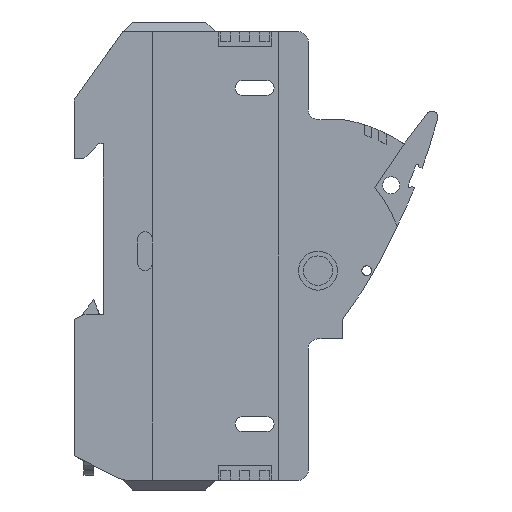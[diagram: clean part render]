
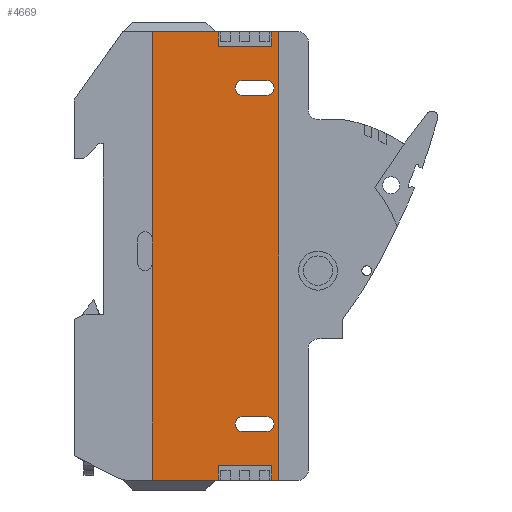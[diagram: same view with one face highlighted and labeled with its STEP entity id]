
A CAD part, left-side view. The second image highlights one B-rep face of the part: STEP entity #4669.
In plain terms, the highlighted planar face has unit normal (-1, 0, 0).
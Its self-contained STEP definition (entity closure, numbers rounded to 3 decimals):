
#635=CARTESIAN_POINT('',(0.5,39.5,2.));
#636=VERTEX_POINT('',#635);
#643=CARTESIAN_POINT('',(0.5,53.,2.));
#644=VERTEX_POINT('',#643);
#645=CARTESIAN_POINT('',(0.5,39.5,2.));
#646=DIRECTION('',(0.0,1.0,0.0));
#647=VECTOR('',#646,13.5);
#648=LINE('',#645,#647);
#649=EDGE_CURVE('',#636,#644,#648,.T.);
#715=CARTESIAN_POINT('',(0.5,27.0,2.));
#716=VERTEX_POINT('',#715);
#723=CARTESIAN_POINT('',(0.5,28.5,2.));
#724=VERTEX_POINT('',#723);
#725=CARTESIAN_POINT('',(0.5,27.0,2.));
#726=DIRECTION('',(0.0,1.0,0.0));
#727=VECTOR('',#726,1.5);
#728=LINE('',#725,#727);
#729=EDGE_CURVE('',#716,#724,#728,.T.);
#770=CARTESIAN_POINT('',(0.5,39.5,5.));
#771=VERTEX_POINT('',#770);
#778=CARTESIAN_POINT('',(0.5,39.5,2.));
#779=DIRECTION('',(0.0,0.0,1.0));
#780=VECTOR('',#779,3.);
#781=LINE('',#778,#780);
#782=EDGE_CURVE('',#636,#771,#781,.T.);
#3091=CARTESIAN_POINT('',(0.5,34.5,15.));
#3092=VERTEX_POINT('',#3091);
#3093=CARTESIAN_POINT('',(0.5,29.5,15.));
#3094=VERTEX_POINT('',#3093);
#3095=CARTESIAN_POINT('',(0.5,34.5,15.));
#3096=DIRECTION('',(0.0,-1.0,0.0));
#3097=VECTOR('',#3096,5.);
#3098=LINE('',#3095,#3097);
#3099=EDGE_CURVE('',#3092,#3094,#3098,.T.);
#3131=CARTESIAN_POINT('',(0.5,29.5,12.));
#3132=VERTEX_POINT('',#3131);
#3133=CARTESIAN_POINT('',(0.5,34.5,12.));
#3134=VERTEX_POINT('',#3133);
#3135=CARTESIAN_POINT('',(0.5,29.5,12.));
#3136=DIRECTION('',(0.0,1.0,0.0));
#3137=VECTOR('',#3136,5.);
#3138=LINE('',#3135,#3137);
#3139=EDGE_CURVE('',#3132,#3134,#3138,.T.);
#3180=CARTESIAN_POINT('',(0.5,29.5,13.5));
#3181=DIRECTION('',(1.0,0.0,0.0));
#3182=DIRECTION('',(0.0,0.0,1.0));
#3183=AXIS2_PLACEMENT_3D('',#3180,#3181,#3182);
#3184=CIRCLE('',#3183,1.5);
#3185=EDGE_CURVE('',#3094,#3132,#3184,.T.);
#3204=CARTESIAN_POINT('',(0.5,34.5,13.5));
#3205=DIRECTION('',(1.0,0.0,0.0));
#3206=DIRECTION('',(0.0,0.0,1.0));
#3207=AXIS2_PLACEMENT_3D('',#3204,#3205,#3206);
#3208=CIRCLE('',#3207,1.5);
#3209=EDGE_CURVE('',#3134,#3092,#3208,.T.);
#3219=CARTESIAN_POINT('',(0.5,34.5,84.));
#3220=VERTEX_POINT('',#3219);
#3221=CARTESIAN_POINT('',(0.5,29.5,84.));
#3222=VERTEX_POINT('',#3221);
#3223=CARTESIAN_POINT('',(0.5,34.5,84.));
#3224=DIRECTION('',(0.0,-1.0,0.0));
#3225=VECTOR('',#3224,5.);
#3226=LINE('',#3223,#3225);
#3227=EDGE_CURVE('',#3220,#3222,#3226,.T.);
#3259=CARTESIAN_POINT('',(0.5,29.5,81.));
#3260=VERTEX_POINT('',#3259);
#3261=CARTESIAN_POINT('',(0.5,34.5,81.));
#3262=VERTEX_POINT('',#3261);
#3263=CARTESIAN_POINT('',(0.5,29.5,81.));
#3264=DIRECTION('',(0.0,1.0,0.0));
#3265=VECTOR('',#3264,5.);
#3266=LINE('',#3263,#3265);
#3267=EDGE_CURVE('',#3260,#3262,#3266,.T.);
#3308=CARTESIAN_POINT('',(0.5,34.5,82.5));
#3309=DIRECTION('',(1.0,0.0,0.0));
#3310=DIRECTION('',(0.0,0.0,1.0));
#3311=AXIS2_PLACEMENT_3D('',#3308,#3309,#3310);
#3312=CIRCLE('',#3311,1.5);
#3313=EDGE_CURVE('',#3262,#3220,#3312,.T.);
#3332=CARTESIAN_POINT('',(0.5,29.5,82.5));
#3333=DIRECTION('',(1.0,0.0,0.0));
#3334=DIRECTION('',(0.0,0.0,1.0));
#3335=AXIS2_PLACEMENT_3D('',#3332,#3333,#3334);
#3336=CIRCLE('',#3335,1.5);
#3337=EDGE_CURVE('',#3222,#3260,#3336,.T.);
#3347=CARTESIAN_POINT('',(0.5,53.,46.5));
#3348=VERTEX_POINT('',#3347);
#3349=CARTESIAN_POINT('',(0.5,53.,51.5));
#3350=VERTEX_POINT('',#3349);
#3351=CARTESIAN_POINT('',(0.5,53.,46.5));
#3352=DIRECTION('',(0.0,0.0,1.0));
#3353=VECTOR('',#3352,5.0);
#3354=LINE('',#3351,#3353);
#3355=EDGE_CURVE('',#3348,#3350,#3354,.T.);
#3511=CARTESIAN_POINT('',(0.5,53.,2.));
#3512=DIRECTION('',(0.0,0.0,1.0));
#3513=VECTOR('',#3512,44.5);
#3514=LINE('',#3511,#3513);
#3515=EDGE_CURVE('',#644,#3348,#3514,.T.);
#4461=CARTESIAN_POINT('',(0.5,39.5,91.0));
#4462=VERTEX_POINT('',#4461);
#4463=CARTESIAN_POINT('',(0.5,39.5,94.0));
#4464=VERTEX_POINT('',#4463);
#4465=CARTESIAN_POINT('',(0.5,39.5,91.0));
#4466=DIRECTION('',(0.0,0.0,1.0));
#4467=VECTOR('',#4466,3.);
#4468=LINE('',#4465,#4467);
#4469=EDGE_CURVE('',#4462,#4464,#4468,.T.);
#4492=CARTESIAN_POINT('',(0.5,28.5,91.0));
#4493=VERTEX_POINT('',#4492);
#4494=CARTESIAN_POINT('',(0.5,28.5,91.0));
#4495=DIRECTION('',(0.0,1.0,0.0));
#4496=VECTOR('',#4495,11.0);
#4497=LINE('',#4494,#4496);
#4498=EDGE_CURVE('',#4493,#4462,#4497,.T.);
#4516=CARTESIAN_POINT('',(0.5,28.5,94.0));
#4517=VERTEX_POINT('',#4516);
#4518=CARTESIAN_POINT('',(0.5,28.5,94.0));
#4519=DIRECTION('',(0.0,0.0,-1.0));
#4520=VECTOR('',#4519,3.0);
#4521=LINE('',#4518,#4520);
#4522=EDGE_CURVE('',#4517,#4493,#4521,.T.);
#4540=CARTESIAN_POINT('',(0.5,28.5,5.));
#4541=VERTEX_POINT('',#4540);
#4542=CARTESIAN_POINT('',(0.5,39.5,5.));
#4543=DIRECTION('',(0.0,-1.0,0.0));
#4544=VECTOR('',#4543,11.);
#4545=LINE('',#4542,#4544);
#4546=EDGE_CURVE('',#771,#4541,#4545,.T.);
#4571=CARTESIAN_POINT('',(0.5,28.5,5.));
#4572=DIRECTION('',(0.0,0.0,-1.0));
#4573=VECTOR('',#4572,3.);
#4574=LINE('',#4571,#4573);
#4575=EDGE_CURVE('',#4541,#724,#4574,.T.);
#4612=CARTESIAN_POINT('',(0.5,40.,48.0));
#4613=DIRECTION('',(1.0,0.0,0.0));
#4614=DIRECTION('',(0.0,0.0,-1.0));
#4615=AXIS2_PLACEMENT_3D('',#4612,#4613,#4614);
#4616=PLANE('',#4615);
#4617=ORIENTED_EDGE('',*,*,#4522,.T.);
#4618=ORIENTED_EDGE('',*,*,#4498,.T.);
#4619=ORIENTED_EDGE('',*,*,#4469,.T.);
#4620=CARTESIAN_POINT('',(0.5,53.,94.0));
#4621=VERTEX_POINT('',#4620);
#4622=CARTESIAN_POINT('',(0.5,53.,94.0));
#4623=DIRECTION('',(0.0,-1.0,0.0));
#4624=VECTOR('',#4623,13.5);
#4625=LINE('',#4622,#4624);
#4626=EDGE_CURVE('',#4621,#4464,#4625,.T.);
#4627=ORIENTED_EDGE('',*,*,#4626,.F.);
#4628=CARTESIAN_POINT('',(0.5,53.,51.5));
#4629=DIRECTION('',(0.0,0.0,1.0));
#4630=VECTOR('',#4629,42.5);
#4631=LINE('',#4628,#4630);
#4632=EDGE_CURVE('',#3350,#4621,#4631,.T.);
#4633=ORIENTED_EDGE('',*,*,#4632,.F.);
#4634=ORIENTED_EDGE('',*,*,#3355,.F.);
#4635=ORIENTED_EDGE('',*,*,#3515,.F.);
#4636=ORIENTED_EDGE('',*,*,#649,.F.);
#4637=ORIENTED_EDGE('',*,*,#782,.T.);
#4638=ORIENTED_EDGE('',*,*,#4546,.T.);
#4639=ORIENTED_EDGE('',*,*,#4575,.T.);
#4640=ORIENTED_EDGE('',*,*,#729,.F.);
#4641=CARTESIAN_POINT('',(0.5,27.0,94.0));
#4642=VERTEX_POINT('',#4641);
#4643=CARTESIAN_POINT('',(0.5,27.0,94.0));
#4644=DIRECTION('',(0.0,0.0,-1.0));
#4645=VECTOR('',#4644,92.0);
#4646=LINE('',#4643,#4645);
#4647=EDGE_CURVE('',#4642,#716,#4646,.T.);
#4648=ORIENTED_EDGE('',*,*,#4647,.F.);
#4649=CARTESIAN_POINT('',(0.5,28.5,94.0));
#4650=DIRECTION('',(0.0,-1.0,0.0));
#4651=VECTOR('',#4650,1.5);
#4652=LINE('',#4649,#4651);
#4653=EDGE_CURVE('',#4517,#4642,#4652,.T.);
#4654=ORIENTED_EDGE('',*,*,#4653,.F.);
#4655=EDGE_LOOP('',(#4617,#4618,#4619,#4627,#4633,#4634,#4635,#4636,#4637,#4638,#4639,#4640,#4648,#4654));
#4656=FACE_OUTER_BOUND('',#4655,.T.);
#4657=ORIENTED_EDGE('',*,*,#3139,.T.);
#4658=ORIENTED_EDGE('',*,*,#3209,.T.);
#4659=ORIENTED_EDGE('',*,*,#3099,.T.);
#4660=ORIENTED_EDGE('',*,*,#3185,.T.);
#4661=EDGE_LOOP('',(#4657,#4658,#4659,#4660));
#4662=FACE_BOUND('',#4661,.T.);
#4663=ORIENTED_EDGE('',*,*,#3267,.T.);
#4664=ORIENTED_EDGE('',*,*,#3313,.T.);
#4665=ORIENTED_EDGE('',*,*,#3227,.T.);
#4666=ORIENTED_EDGE('',*,*,#3337,.T.);
#4667=EDGE_LOOP('',(#4663,#4664,#4665,#4666));
#4668=FACE_BOUND('',#4667,.T.);
#4669=ADVANCED_FACE('',(#4656,#4662,#4668),#4616,.F.);
